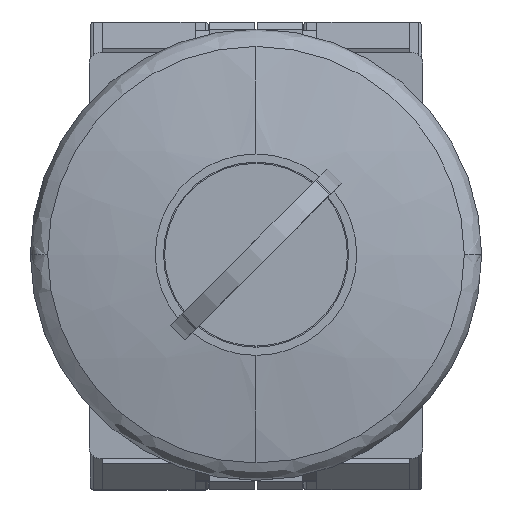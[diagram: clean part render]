
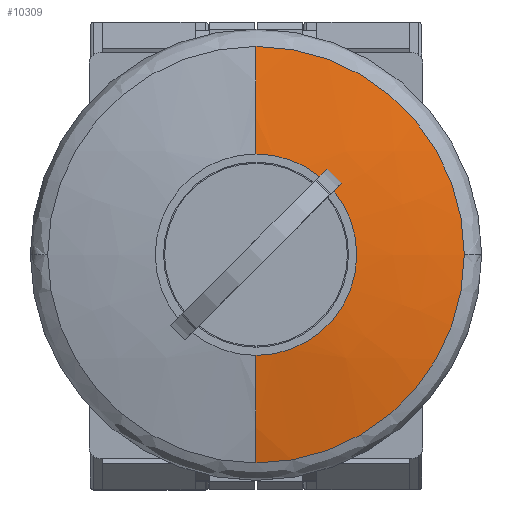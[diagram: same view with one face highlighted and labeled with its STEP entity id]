
A CAD part, top view. The second image highlights one B-rep face of the part: STEP entity #10309.
In plain terms, the highlighted free-form (B-spline) face has degree [3, 3] with [4, 4] control points.
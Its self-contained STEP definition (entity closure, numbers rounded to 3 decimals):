
#5 = CARTESIAN_POINT ( 'NONE',  ( 1.659, 0., 18.462 ) ) ;
#461 = DIRECTION ( 'NONE',  ( 0., 0., 1. ) ) ;
#541 = CIRCLE ( 'NONE', #8464, 18.462 ) ;
#657 = CARTESIAN_POINT ( 'NONE',  ( 1.659, -18.462, 0. ) ) ;
#730 = CARTESIAN_POINT ( 'NONE',  ( 0., -8.93, 17.861 ) ) ;
#1022 = CARTESIAN_POINT ( 'NONE',  ( 0., -8.93, 0. ) ) ;
#1250 = CARTESIAN_POINT ( 'NONE',  ( 1.659, 0., 0. ) ) ;
#1681 = DIRECTION ( 'NONE',  ( 1., 0., 0. ) ) ;
#1798 = CARTESIAN_POINT ( 'NONE',  ( 0.36, 12.139, 24.278 ) ) ;
#2379 = CARTESIAN_POINT ( 'NONE',  ( 1.659, 18.462, 0. ) ) ;
#2875 = CARTESIAN_POINT ( 'NONE',  ( 0.914, 15.32, 0. ) ) ;
#3170 = AXIS2_PLACEMENT_3D ( 'NONE', #7066, #11373, #1681 ) ;
#3632 = EDGE_CURVE ( 'NONE', #4601, #9976, #11077, .T. ) ;
#3942 = CARTESIAN_POINT ( 'NONE',  ( 0.914, -15.32, 0. ) ) ;
#3946 =( BOUNDED_SURFACE ( )  B_SPLINE_SURFACE ( 3, 3, ( 
 ( #657, #4991, #9313, #13633 ),
 ( #3942, #8260, #12570, #2875 ),
 ( #7198, #11493, #1798, #6126 ),
 ( #10442, #730, #5070, #9391 ) ),
 .UNSPECIFIED., .F., .F., .F. ) 
 B_SPLINE_SURFACE_WITH_KNOTS ( ( 4, 4 ),
 ( 4, 4 ),
 ( 0., 1. ),
 ( 0., 1. ),
 .UNSPECIFIED. ) 
 GEOMETRIC_REPRESENTATION_ITEM ( )  RATIONAL_B_SPLINE_SURFACE ( (
 ( 1., 0.333, 0.333, 1.),
 ( 0.999, 0.333, 0.333, 0.999),
 ( 0.999, 0.333, 0.333, 0.999),
 ( 1., 0.333, 0.333, 1.) ) ) 
 REPRESENTATION_ITEM ( '' )  SURFACE ( )  );
#4215 = CARTESIAN_POINT ( 'NONE',  ( 1.659, 0., 0. ) ) ;
#4422 = AXIS2_PLACEMENT_3D ( 'NONE', #5312, #9633, #13951 ) ;
#4601 = VERTEX_POINT ( 'NONE', #10348 ) ;
#4858 = EDGE_CURVE ( 'NONE', #13461, #4601, #12966, .T. ) ;
#4956 = EDGE_LOOP ( 'NONE', ( #11031, #8992, #8008, #8289, #9476 ) ) ;
#4991 = CARTESIAN_POINT ( 'NONE',  ( 1.659, -18.462, 36.923 ) ) ;
#5070 = CARTESIAN_POINT ( 'NONE',  ( 0., 8.93, 17.861 ) ) ;
#5312 = CARTESIAN_POINT ( 'NONE',  ( 79.5, 0., 0. ) ) ;
#5474 = AXIS2_PLACEMENT_3D ( 'NONE', #5864, #10180, #461 ) ;
#5549 = EDGE_CURVE ( 'NONE', #7997, #13461, #541, .T. ) ;
#5584 = DIRECTION ( 'NONE',  ( 1., 0., 0. ) ) ;
#5864 = CARTESIAN_POINT ( 'NONE',  ( 0., 0., 0. ) ) ;
#6063 = FACE_OUTER_BOUND ( 'NONE', #4956, .T. ) ;
#6126 = CARTESIAN_POINT ( 'NONE',  ( 0.36, 12.139, 0. ) ) ;
#6703 = EDGE_CURVE ( 'NONE', #7997, #7028, #10533, .T. ) ;
#6876 = AXIS2_PLACEMENT_3D ( 'NONE', #1250, #5584, #9896 ) ;
#7028 = VERTEX_POINT ( 'NONE', #8348 ) ;
#7066 = CARTESIAN_POINT ( 'NONE',  ( 79.5, 0., 0. ) ) ;
#7198 = CARTESIAN_POINT ( 'NONE',  ( 0.36, -12.139, 0. ) ) ;
#7997 = VERTEX_POINT ( 'NONE', #2379 ) ;
#8008 = ORIENTED_EDGE ( 'NONE', *, *, #5549, .F. ) ;
#8260 = CARTESIAN_POINT ( 'NONE',  ( 0.914, -15.32, 30.64 ) ) ;
#8289 = ORIENTED_EDGE ( 'NONE', *, *, #6703, .T. ) ;
#8348 = CARTESIAN_POINT ( 'NONE',  ( 0., 8.93, 0. ) ) ;
#8464 = AXIS2_PLACEMENT_3D ( 'NONE', #4215, #8530, #12837 ) ;
#8530 = DIRECTION ( 'NONE',  ( 1., 0., 0. ) ) ;
#8992 = ORIENTED_EDGE ( 'NONE', *, *, #4858, .F. ) ;
#9313 = CARTESIAN_POINT ( 'NONE',  ( 1.659, 18.462, 36.923 ) ) ;
#9391 = CARTESIAN_POINT ( 'NONE',  ( 0., 8.93, 0. ) ) ;
#9476 = ORIENTED_EDGE ( 'NONE', *, *, #9761, .F. ) ;
#9633 = DIRECTION ( 'NONE',  ( 0., 0., 1. ) ) ;
#9761 = EDGE_CURVE ( 'NONE', #9976, #7028, #11567, .T. ) ;
#9896 = DIRECTION ( 'NONE',  ( 0., 1., 0. ) ) ;
#9976 = VERTEX_POINT ( 'NONE', #1022 ) ;
#10180 = DIRECTION ( 'NONE',  ( -1., 0., 0. ) ) ;
#10309 = ADVANCED_FACE ( 'NONE', ( #6063 ), #3946, .F. ) ;
#10348 = CARTESIAN_POINT ( 'NONE',  ( 1.659, -18.462, 0. ) ) ;
#10442 = CARTESIAN_POINT ( 'NONE',  ( 0., -8.93, 0. ) ) ;
#10533 = CIRCLE ( 'NONE', #4422, 80. ) ;
#11031 = ORIENTED_EDGE ( 'NONE', *, *, #3632, .F. ) ;
#11077 = CIRCLE ( 'NONE', #3170, 80. ) ;
#11373 = DIRECTION ( 'NONE',  ( 0., 0., -1. ) ) ;
#11493 = CARTESIAN_POINT ( 'NONE',  ( 0.36, -12.139, 24.278 ) ) ;
#11567 = CIRCLE ( 'NONE', #5474, 8.93 ) ;
#12570 = CARTESIAN_POINT ( 'NONE',  ( 0.914, 15.32, 30.64 ) ) ;
#12837 = DIRECTION ( 'NONE',  ( 0., 1., 0. ) ) ;
#12966 = CIRCLE ( 'NONE', #6876, 18.462 ) ;
#13461 = VERTEX_POINT ( 'NONE', #5 ) ;
#13633 = CARTESIAN_POINT ( 'NONE',  ( 1.659, 18.462, 0. ) ) ;
#13951 = DIRECTION ( 'NONE',  ( 1., 0., 0. ) ) ;
